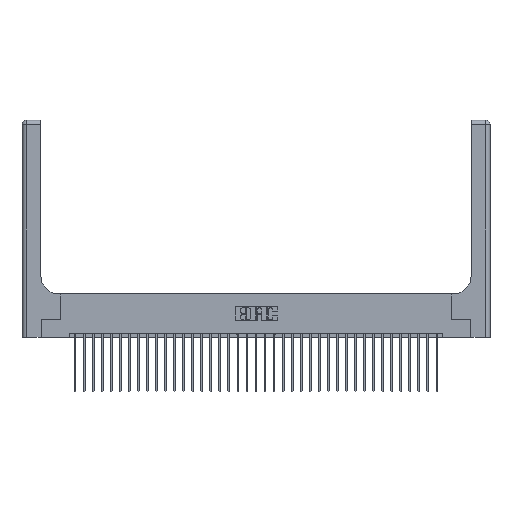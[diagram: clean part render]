
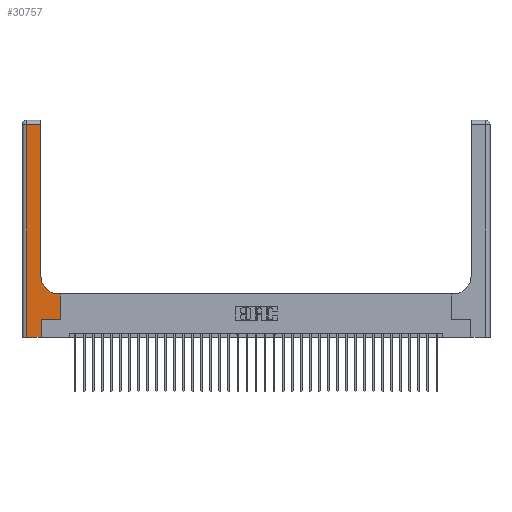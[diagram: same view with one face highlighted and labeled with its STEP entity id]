
A CAD part, top view. The second image highlights one B-rep face of the part: STEP entity #30757.
In plain terms, the highlighted planar face has unit normal (0, 0, 1).
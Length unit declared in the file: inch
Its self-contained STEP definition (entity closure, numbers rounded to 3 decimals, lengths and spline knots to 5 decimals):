
#460 = LINE ( 'NONE', #7565, #31401 ) ;
#1868 = VERTEX_POINT ( 'NONE', #30668 ) ;
#2331 = DIRECTION ( 'NONE',  ( -1., 0., 0. ) ) ;
#2498 = FACE_OUTER_BOUND ( 'NONE', #25818, .T. ) ;
#2666 = DIRECTION ( 'NONE',  ( 0., 0., -1. ) ) ;
#2768 = CARTESIAN_POINT ( 'NONE',  ( 0.265, 0., 0.37 ) ) ;
#3512 = DIRECTION ( 'NONE',  ( 0., 1., 0. ) ) ;
#3730 = LINE ( 'NONE', #29242, #31740 ) ;
#4043 = DIRECTION ( 'NONE',  ( 1., 0., 0. ) ) ;
#4077 = VECTOR ( 'NONE', #32434, 39.37008 ) ;
#5083 = DIRECTION ( 'NONE',  ( -1., 0., 0. ) ) ;
#5274 = CIRCLE ( 'NONE', #8969, 0.25 ) ;
#5918 = VERTEX_POINT ( 'NONE', #7548 ) ;
#6147 = ORIENTED_EDGE ( 'NONE', *, *, #9246, .T. ) ;
#6493 = ORIENTED_EDGE ( 'NONE', *, *, #17761, .T. ) ;
#6701 = DIRECTION ( 'NONE',  ( 0., 1., 0. ) ) ;
#7295 = PLANE ( 'NONE',  #30250 ) ;
#7310 = CARTESIAN_POINT ( 'NONE',  ( 0.265, 0.25, 0.37 ) ) ;
#7520 = VECTOR ( 'NONE', #4043, 39.37008 ) ;
#7548 = CARTESIAN_POINT ( 'NONE',  ( 0.265, 0., 0.37 ) ) ;
#7565 = CARTESIAN_POINT ( 'NONE',  ( 0.26, 0.6, 0.37 ) ) ;
#7937 = EDGE_CURVE ( 'NONE', #16666, #24213, #23146, .T. ) ;
#8969 = AXIS2_PLACEMENT_3D ( 'NONE', #25015, #17767, #17935 ) ;
#9246 = EDGE_CURVE ( 'NONE', #12316, #21604, #460, .T. ) ;
#9897 = ORIENTED_EDGE ( 'NONE', *, *, #7937, .T. ) ;
#10447 = CARTESIAN_POINT ( 'NONE',  ( 0.265, 0.25, 0.37 ) ) ;
#10491 = LINE ( 'NONE', #2768, #18631 ) ;
#11130 = CARTESIAN_POINT ( 'NONE',  ( 0., 0., 0.37 ) ) ;
#11792 = LINE ( 'NONE', #14616, #23069 ) ;
#11961 = VECTOR ( 'NONE', #30543, 39.37008 ) ;
#12316 = VERTEX_POINT ( 'NONE', #30330 ) ;
#13081 = CARTESIAN_POINT ( 'NONE',  ( 0.06, 3., 0.37 ) ) ;
#14554 = VERTEX_POINT ( 'NONE', #26130 ) ;
#14616 = CARTESIAN_POINT ( 'NONE',  ( 0., 2.94, 0.37 ) ) ;
#15297 = DIRECTION ( 'NONE',  ( 0., 1., 0. ) ) ;
#15698 = ORIENTED_EDGE ( 'NONE', *, *, #22733, .T. ) ;
#16552 = ORIENTED_EDGE ( 'NONE', *, *, #26871, .T. ) ;
#16577 = EDGE_CURVE ( 'NONE', #31667, #14554, #18839, .T. ) ;
#16666 = VERTEX_POINT ( 'NONE', #7310 ) ;
#17761 = EDGE_CURVE ( 'NONE', #1868, #24947, #30372, .T. ) ;
#17767 = DIRECTION ( 'NONE',  ( 0., 0., -1. ) ) ;
#17935 = DIRECTION ( 'NONE',  ( 1., 0., 0. ) ) ;
#18631 = VECTOR ( 'NONE', #15297, 39.37008 ) ;
#18700 = CARTESIAN_POINT ( 'NONE',  ( 0.51, 0.6, 0.37 ) ) ;
#18819 = EDGE_CURVE ( 'NONE', #14554, #1868, #11792, .T. ) ;
#18839 = LINE ( 'NONE', #21292, #31395 ) ;
#20685 = CARTESIAN_POINT ( 'NONE',  ( 0.528, 0.25, 0.37 ) ) ;
#20729 = CARTESIAN_POINT ( 'NONE',  ( 0.06, 0., 0.37 ) ) ;
#21292 = CARTESIAN_POINT ( 'NONE',  ( 0.26, 3., 0.37 ) ) ;
#21604 = VERTEX_POINT ( 'NONE', #18700 ) ;
#21926 = ORIENTED_EDGE ( 'NONE', *, *, #29517, .T. ) ;
#22342 = ORIENTED_EDGE ( 'NONE', *, *, #25483, .T. ) ;
#22733 = EDGE_CURVE ( 'NONE', #21604, #31667, #5274, .T. ) ;
#23069 = VECTOR ( 'NONE', #29434, 39.37008 ) ;
#23146 = LINE ( 'NONE', #10447, #4077 ) ;
#24213 = VERTEX_POINT ( 'NONE', #20685 ) ;
#24215 = CARTESIAN_POINT ( 'NONE',  ( 0.26, 0.85, 0.37 ) ) ;
#24570 = CARTESIAN_POINT ( 'NONE',  ( 0., 3., 0.37 ) ) ;
#24947 = VERTEX_POINT ( 'NONE', #20729 ) ;
#25015 = CARTESIAN_POINT ( 'NONE',  ( 0.51, 0.85, 0.37 ) ) ;
#25483 = EDGE_CURVE ( 'NONE', #24947, #5918, #31227, .T. ) ;
#25818 = EDGE_LOOP ( 'NONE', ( #29667, #30006, #6493, #22342, #21926, #9897, #16552, #6147, #15698 ) ) ;
#26130 = CARTESIAN_POINT ( 'NONE',  ( 0.26, 2.94, 0.37 ) ) ;
#26871 = EDGE_CURVE ( 'NONE', #24213, #12316, #3730, .T. ) ;
#29242 = CARTESIAN_POINT ( 'NONE',  ( 0.528, 0.25, 0.37 ) ) ;
#29434 = DIRECTION ( 'NONE',  ( -1., 0., 0. ) ) ;
#29517 = EDGE_CURVE ( 'NONE', #5918, #16666, #10491, .T. ) ;
#29667 = ORIENTED_EDGE ( 'NONE', *, *, #16577, .T. ) ;
#30006 = ORIENTED_EDGE ( 'NONE', *, *, #18819, .T. ) ;
#30250 = AXIS2_PLACEMENT_3D ( 'NONE', #24570, #2666, #2331 ) ;
#30330 = CARTESIAN_POINT ( 'NONE',  ( 0.528, 0.6, 0.37 ) ) ;
#30372 = LINE ( 'NONE', #13081, #11961 ) ;
#30543 = DIRECTION ( 'NONE',  ( 0., -1., 0. ) ) ;
#30668 = CARTESIAN_POINT ( 'NONE',  ( 0.06, 2.94, 0.37 ) ) ;
#30757 = ADVANCED_FACE ( 'NONE', ( #2498 ), #7295, .F. ) ;
#31227 = LINE ( 'NONE', #11130, #7520 ) ;
#31395 = VECTOR ( 'NONE', #3512, 39.37008 ) ;
#31401 = VECTOR ( 'NONE', #5083, 39.37008 ) ;
#31667 = VERTEX_POINT ( 'NONE', #24215 ) ;
#31740 = VECTOR ( 'NONE', #6701, 39.37008 ) ;
#32434 = DIRECTION ( 'NONE',  ( 1., 0., 0. ) ) ;
